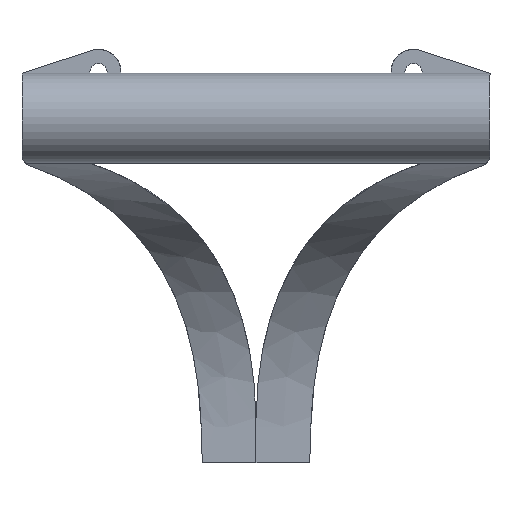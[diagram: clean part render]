
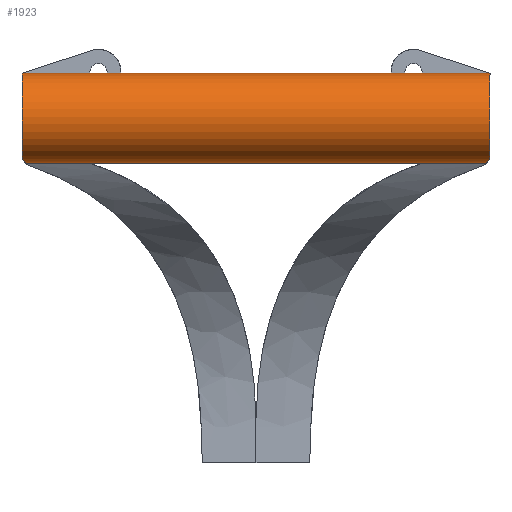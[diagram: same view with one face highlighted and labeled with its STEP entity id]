
A CAD part, front view. The second image highlights one B-rep face of the part: STEP entity #1923.
In plain terms, the highlighted cylindrical face has radius 5 mm (diameter 10 mm), a partial arc.
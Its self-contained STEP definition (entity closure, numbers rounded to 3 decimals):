
#26 = ORIENTED_EDGE ( 'NONE', *, *, #488, .T. ) ;
#148 = VERTEX_POINT ( 'NONE', #524 ) ;
#210 = EDGE_CURVE ( 'NONE', #2987, #1036, #420, .T. ) ;
#357 = CARTESIAN_POINT ( 'NONE',  ( -26., -74.099, 115.282 ) ) ;
#384 = DIRECTION ( 'NONE',  ( 1., 0., 0. ) ) ;
#410 = ORIENTED_EDGE ( 'NONE', *, *, #210, .F. ) ;
#420 =( BOUNDED_CURVE ( )  B_SPLINE_CURVE ( 3, ( #1896, #1602, #2197, #2916 ),
 .UNSPECIFIED., .F., .T. ) 
 B_SPLINE_CURVE_WITH_KNOTS ( ( 4, 4 ),
 ( 0., 0.403 ),
 .UNSPECIFIED. ) 
 CURVE ( )  GEOMETRIC_REPRESENTATION_ITEM ( )  RATIONAL_B_SPLINE_CURVE ( ( 1., 0.987, 0.987, 1. ) ) 
 REPRESENTATION_ITEM ( '' )  );
#461 = CARTESIAN_POINT ( 'NONE',  ( -26., -72.139, 119.882 ) ) ;
#488 = EDGE_CURVE ( 'NONE', #2947, #1030, #1910, .T. ) ;
#524 = CARTESIAN_POINT ( 'NONE',  ( 25.6, -72.139, 114.882 ) ) ;
#650 = CARTESIAN_POINT ( 'NONE',  ( 25.6, -72.815, 114.882 ) ) ;
#736 = CARTESIAN_POINT ( 'NONE',  ( 26., -72.139, 124.882 ) ) ;
#780 = AXIS2_PLACEMENT_3D ( 'NONE', #461, #2718, #2066 ) ;
#834 = CARTESIAN_POINT ( 'NONE',  ( 26., -74.099, 115.282 ) ) ;
#957 = CARTESIAN_POINT ( 'NONE',  ( 25.735, -73.477, 115.017 ) ) ;
#1030 = VERTEX_POINT ( 'NONE', #1653 ) ;
#1036 = VERTEX_POINT ( 'NONE', #357 ) ;
#1073 = AXIS2_PLACEMENT_3D ( 'NONE', #2576, #1608, #3161 ) ;
#1263 = CYLINDRICAL_SURFACE ( 'NONE', #1073, 5. ) ;
#1602 = CARTESIAN_POINT ( 'NONE',  ( -25.6, -72.815, 114.882 ) ) ;
#1608 = DIRECTION ( 'NONE',  ( -1., 0., 0. ) ) ;
#1615 = CARTESIAN_POINT ( 'NONE',  ( 26., -74.099, 115.282 ) ) ;
#1653 = CARTESIAN_POINT ( 'NONE',  ( -26., -72.139, 124.882 ) ) ;
#1666 = ORIENTED_EDGE ( 'NONE', *, *, #2943, .F. ) ;
#1741 = DIRECTION ( 'NONE',  ( 0., 0., -1. ) ) ;
#1896 = CARTESIAN_POINT ( 'NONE',  ( -25.6, -72.139, 114.882 ) ) ;
#1910 = LINE ( 'NONE', #3231, #2461 ) ;
#1923 = ADVANCED_FACE ( 'NONE', ( #2595 ), #1263, .T. ) ;
#1946 = EDGE_LOOP ( 'NONE', ( #2074, #3877, #1666, #26, #2530, #410 ) ) ;
#2002 = LINE ( 'NONE', #3721, #3896 ) ;
#2066 = DIRECTION ( 'NONE',  ( 0., 0., -1. ) ) ;
#2074 = ORIENTED_EDGE ( 'NONE', *, *, #2173, .F. ) ;
#2173 = EDGE_CURVE ( 'NONE', #148, #2987, #2002, .T. ) ;
#2192 = CARTESIAN_POINT ( 'NONE',  ( 25.6, -72.139, 114.882 ) ) ;
#2197 = CARTESIAN_POINT ( 'NONE',  ( -25.735, -73.477, 115.017 ) ) ;
#2392 = DIRECTION ( 'NONE',  ( -1., 0., 0. ) ) ;
#2412 = EDGE_CURVE ( 'NONE', #148, #3733, #3536, .T. ) ;
#2461 = VECTOR ( 'NONE', #3907, 1000. ) ;
#2530 = ORIENTED_EDGE ( 'NONE', *, *, #3690, .T. ) ;
#2576 = CARTESIAN_POINT ( 'NONE',  ( 26., -72.139, 119.882 ) ) ;
#2595 = FACE_OUTER_BOUND ( 'NONE', #1946, .T. ) ;
#2645 = CIRCLE ( 'NONE', #780, 5. ) ;
#2718 = DIRECTION ( 'NONE',  ( 1., 0., 0. ) ) ;
#2916 = CARTESIAN_POINT ( 'NONE',  ( -26., -74.099, 115.282 ) ) ;
#2943 = EDGE_CURVE ( 'NONE', #2947, #3733, #4125, .T. ) ;
#2947 = VERTEX_POINT ( 'NONE', #736 ) ;
#2987 = VERTEX_POINT ( 'NONE', #3760 ) ;
#3161 = DIRECTION ( 'NONE',  ( 0., 0., 1. ) ) ;
#3231 = CARTESIAN_POINT ( 'NONE',  ( 26., -72.139, 124.882 ) ) ;
#3350 = AXIS2_PLACEMENT_3D ( 'NONE', #4083, #384, #1741 ) ;
#3536 =( BOUNDED_CURVE ( )  B_SPLINE_CURVE ( 3, ( #2192, #650, #957, #1615 ),
 .UNSPECIFIED., .F., .T. ) 
 B_SPLINE_CURVE_WITH_KNOTS ( ( 4, 4 ),
 ( 0., 0.403 ),
 .UNSPECIFIED. ) 
 CURVE ( )  GEOMETRIC_REPRESENTATION_ITEM ( )  RATIONAL_B_SPLINE_CURVE ( ( 1., 0.987, 0.987, 1. ) ) 
 REPRESENTATION_ITEM ( '' )  );
#3690 = EDGE_CURVE ( 'NONE', #1030, #1036, #2645, .T. ) ;
#3721 = CARTESIAN_POINT ( 'NONE',  ( 26., -72.139, 114.882 ) ) ;
#3733 = VERTEX_POINT ( 'NONE', #834 ) ;
#3760 = CARTESIAN_POINT ( 'NONE',  ( -25.6, -72.139, 114.882 ) ) ;
#3877 = ORIENTED_EDGE ( 'NONE', *, *, #2412, .T. ) ;
#3896 = VECTOR ( 'NONE', #2392, 1000. ) ;
#3907 = DIRECTION ( 'NONE',  ( -1., 0., 0. ) ) ;
#4083 = CARTESIAN_POINT ( 'NONE',  ( 26., -72.139, 119.882 ) ) ;
#4125 = CIRCLE ( 'NONE', #3350, 5. ) ;
